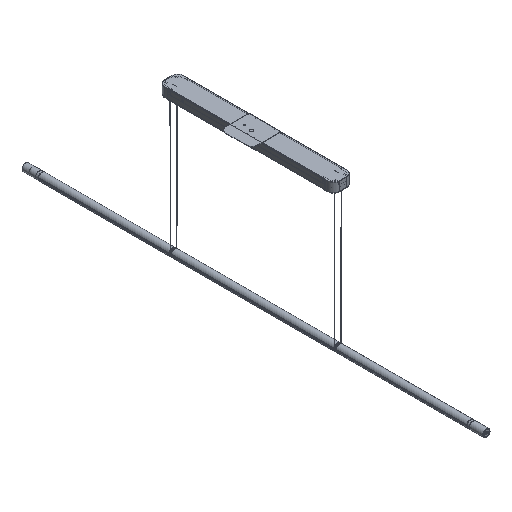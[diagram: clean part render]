
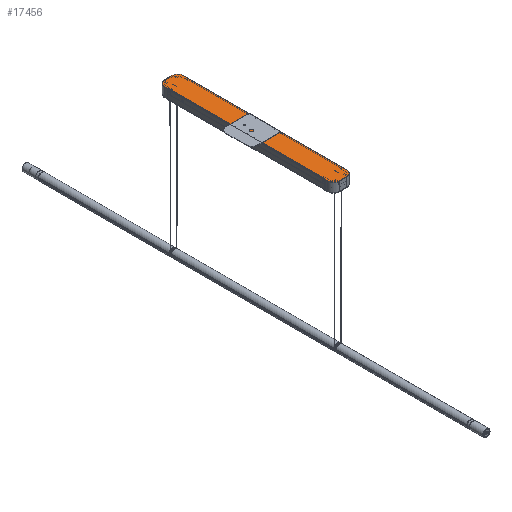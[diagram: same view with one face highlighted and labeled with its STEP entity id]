
A CAD part, isometric view. The second image highlights one B-rep face of the part: STEP entity #17456.
In plain terms, the highlighted planar face has unit normal (0, 0, 1).
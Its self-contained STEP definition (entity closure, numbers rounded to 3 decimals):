
#1575=PLANE('',#18613);
#2359=FACE_OUTER_BOUND('',#3337,.T.);
#3337=EDGE_LOOP('',(#15435,#15436,#15437,#15438,#15439,#15440,#15441,#15442));
#4800=LINE('',#29607,#6391);
#4802=LINE('',#29613,#6393);
#4803=LINE('',#29617,#6394);
#4804=LINE('',#29620,#6395);
#6391=VECTOR('',#22063,1000.);
#6393=VECTOR('',#22069,1000.);
#6394=VECTOR('',#22072,1000.);
#6395=VECTOR('',#22075,1000.);
#7145=CIRCLE('',#18611,20.);
#7146=CIRCLE('',#18614,20.);
#7147=CIRCLE('',#18615,20.);
#7148=CIRCLE('',#18616,20.);
#8662=VERTEX_POINT('',#29600);
#8663=VERTEX_POINT('',#29601);
#8664=VERTEX_POINT('',#29606);
#8665=VERTEX_POINT('',#29610);
#8666=VERTEX_POINT('',#29612);
#8667=VERTEX_POINT('',#29614);
#8668=VERTEX_POINT('',#29616);
#8669=VERTEX_POINT('',#29618);
#10986=EDGE_CURVE('',#8662,#8663,#7145,.T.);
#10989=EDGE_CURVE('',#8663,#8664,#4800,.T.);
#10991=EDGE_CURVE('',#8664,#8665,#7146,.T.);
#10992=EDGE_CURVE('',#8666,#8662,#4802,.T.);
#10993=EDGE_CURVE('',#8667,#8666,#7147,.T.);
#10994=EDGE_CURVE('',#8668,#8667,#4803,.T.);
#10995=EDGE_CURVE('',#8669,#8668,#7148,.T.);
#10996=EDGE_CURVE('',#8665,#8669,#4804,.T.);
#15435=ORIENTED_EDGE('',*,*,#10991,.F.);
#15436=ORIENTED_EDGE('',*,*,#10989,.F.);
#15437=ORIENTED_EDGE('',*,*,#10986,.F.);
#15438=ORIENTED_EDGE('',*,*,#10992,.F.);
#15439=ORIENTED_EDGE('',*,*,#10993,.F.);
#15440=ORIENTED_EDGE('',*,*,#10994,.F.);
#15441=ORIENTED_EDGE('',*,*,#10995,.F.);
#15442=ORIENTED_EDGE('',*,*,#10996,.F.);
#17456=ADVANCED_FACE('',(#2359),#1575,.T.);
#18611=AXIS2_PLACEMENT_3D('',#29602,#22057,#22058);
#18613=AXIS2_PLACEMENT_3D('',#29609,#22065,#22066);
#18614=AXIS2_PLACEMENT_3D('',#29611,#22067,#22068);
#18615=AXIS2_PLACEMENT_3D('',#29615,#22070,#22071);
#18616=AXIS2_PLACEMENT_3D('',#29619,#22073,#22074);
#22057=DIRECTION('center_axis',(0.,0.,
-1.));
#22058=DIRECTION('ref_axis',(-0.707,0.707,0.));
#22063=DIRECTION('',(1.,0.,0.));
#22065=DIRECTION('center_axis',(0.,0.,
1.));
#22066=DIRECTION('ref_axis',(1.,0.,0.));
#22067=DIRECTION('center_axis',(0.,0.,
-1.));
#22068=DIRECTION('ref_axis',(0.707,0.707,0.));
#22069=DIRECTION('',(0.,1.,0.));
#22070=DIRECTION('center_axis',(0.,0.,
-1.));
#22071=DIRECTION('ref_axis',(1.,0.,0.));
#22072=DIRECTION('',(-1.,0.,0.));
#22073=DIRECTION('center_axis',(0.,0.,
-1.));
#22074=DIRECTION('ref_axis',(-1.,0.,0.));
#22075=DIRECTION('',(0.,-1.,0.));
#29600=CARTESIAN_POINT('',(-32.558,281.,513.797));
#29601=CARTESIAN_POINT('',(-12.558,301.,513.797));
#29602=CARTESIAN_POINT('Origin',(-12.558,281.,513.797));
#29606=CARTESIAN_POINT('',(12.442,301.,513.797));
#29607=CARTESIAN_POINT('',(-12.558,301.,513.797));
#29609=CARTESIAN_POINT('Origin',(-12.558,171.,513.797));
#29610=CARTESIAN_POINT('',(32.442,281.,513.797));
#29611=CARTESIAN_POINT('Origin',(12.442,281.,513.797));
#29612=CARTESIAN_POINT('',(-32.558,-279.,513.797));
#29613=CARTESIAN_POINT('',(-32.558,171.,513.797));
#29614=CARTESIAN_POINT('',(-12.558,-299.,513.797));
#29615=CARTESIAN_POINT('Origin',(-12.558,-279.,513.797));
#29616=CARTESIAN_POINT('',(12.442,-299.,513.797));
#29617=CARTESIAN_POINT('',(-12.558,-299.,513.797));
#29618=CARTESIAN_POINT('',(32.442,-279.,513.797));
#29619=CARTESIAN_POINT('Origin',(12.442,-279.,513.797));
#29620=CARTESIAN_POINT('',(32.442,171.,513.797));
